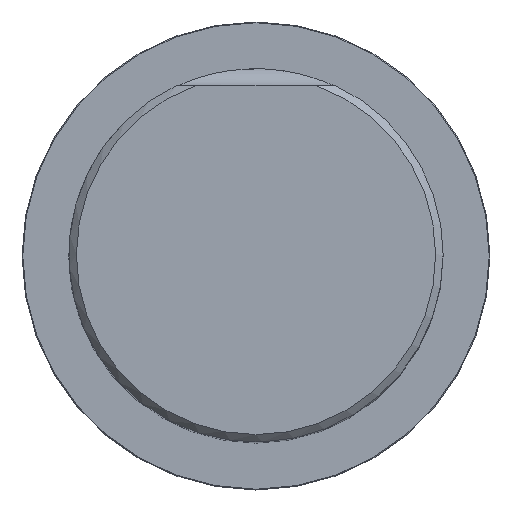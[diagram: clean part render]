
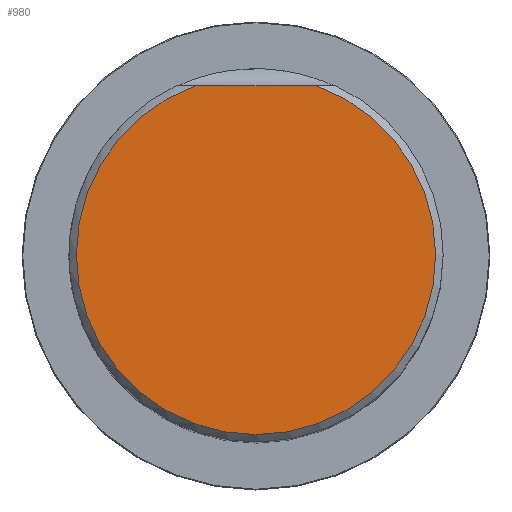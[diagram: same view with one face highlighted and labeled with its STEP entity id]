
A CAD part, top view. The second image highlights one B-rep face of the part: STEP entity #980.
In plain terms, the highlighted planar face has unit normal (0, 0, 1).
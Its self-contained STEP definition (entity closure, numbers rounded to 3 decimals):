
#283=PLANE('',#5008);
#429=LINE('',#7235,#681);
#681=VECTOR('',#5620,1.);
#980=ADVANCED_FACE('CU_SU_1',(#1314),#283,.T.);
#1314=FACE_OUTER_BOUND('',#1554,.T.);
#1554=EDGE_LOOP('',(#2266,#2267));
#1977=CIRCLE('',#5007,23.996);
#2266=ORIENTED_EDGE('',*,*,#4045,.F.);
#2267=ORIENTED_EDGE('',*,*,#4046,.F.);
#3558=VERTEX_POINT('',#7233);
#3559=VERTEX_POINT('',#7234);
#4045=EDGE_CURVE('',#3558,#3559,#1977,.T.);
#4046=EDGE_CURVE('',#3559,#3558,#429,.T.);
#5007=AXIS2_PLACEMENT_3D('',#7232,#5618,#5619);
#5008=AXIS2_PLACEMENT_3D('',#7236,#5621,#5622);
#5618=DIRECTION('',(0.,0.,-1.));
#5619=DIRECTION('',(1.,0.,0.));
#5620=DIRECTION('',(1.,0.,0.));
#5621=DIRECTION('',(0.,0.,1.));
#5622=DIRECTION('',(1.,0.,0.));
#7232=CARTESIAN_POINT('',(0.,0.,80.));
#7233=CARTESIAN_POINT('',(8.054,22.604,80.));
#7234=CARTESIAN_POINT('',(-8.054,22.604,80.));
#7235=CARTESIAN_POINT('',(-50.,22.604,80.));
#7236=CARTESIAN_POINT('',(0.,0.,80.));
